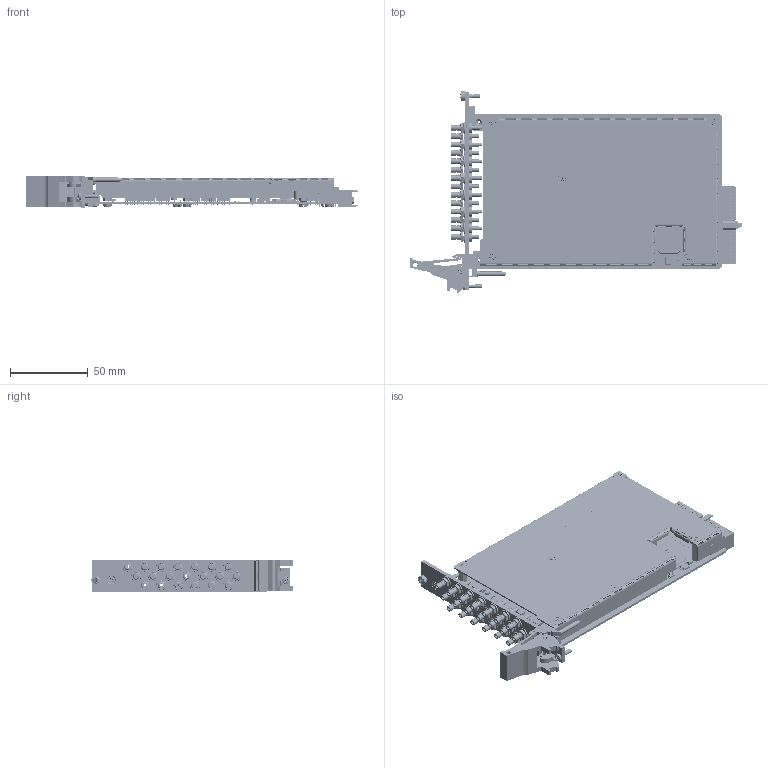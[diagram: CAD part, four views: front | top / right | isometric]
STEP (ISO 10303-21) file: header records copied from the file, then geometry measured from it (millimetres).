
FILE_DESCRIPTION (( 'STEP AP214' ), '1' );
FILE_NAME ('40-727-001 PXI 16x4 RF Coaxial 50 Ohm Matrix.STEP', '2013-09-05T08:22:36', ( 'admin' ), ( '' ), 'SwSTEP 2.0', 'SolidWorks 2012', '' );
FILE_SCHEMA (( 'AUTOMOTIVE_DESIGN' ));
Length unit declared in the file: millimetre
Products named in the file (1): 40-727-001 PXI 16x4 RF Coaxial 50 Ohm Matrix
Bounding box: 214.01 x 129.67 x 20 mm (x, y, z)
Surface area: 115661 mm2 (no closed solid volume)
Topology: 0 solids, 1202 shells, 5028 faces, 17262 edges, 12853 vertices
Faces by surface type: plane 2660, cylinder 2034, cone 151, bspline 105, torus 46, sphere 32
Full cylindrical faces by diameter (mm): 0.278 x2, 0.5 x630, 0.6 x110, 0.8 x6, 0.899 x82, 0.902 x1, 0.903 x12, 0.905 x13, 0.937 x25, 0.948 x66, 0.984 x17, 0.996 x4, 1.016 x163, 1.04 x2, 1.047 x183, 1.3 x20, 1.496 x2, 1.524 x6, 1.8 x10, 2 x32, 2.05 x1, 2.2 x13, 2.5 x3, 2.6 x20, 2.7 x1, 2.8 x1, 3 x3, 3.291 x20, 3.7 x40, 3.8 x4
Entity records: 239419 total; most frequent: CARTESIAN_POINT 45561, DIRECTION 28743, ORIENTED_EDGE 21111, EDGE_CURVE 14690, VERTEX_POINT 12026, AXIS2_PLACEMENT_3D 10038, VECTOR 8667, LINE 8667
